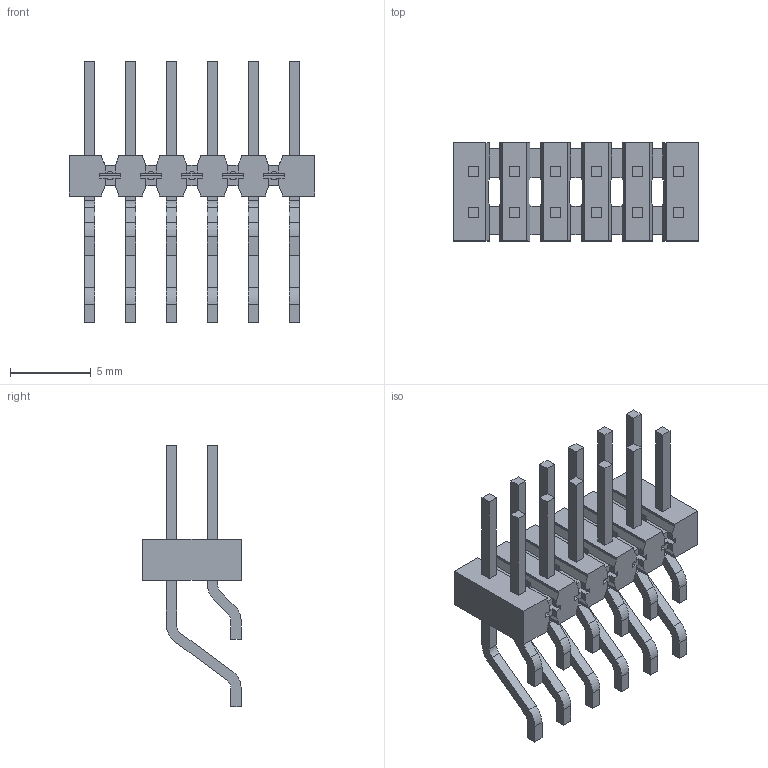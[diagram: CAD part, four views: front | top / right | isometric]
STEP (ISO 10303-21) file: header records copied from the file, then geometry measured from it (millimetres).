
FILE_DESCRIPTION(/* description */ ('STEP AP214'),/* implementation_level */ '2;1');
FILE_NAME(/* name */ 'TSM-106-01-L-DH',/* time_stamp */ '2023-03-08T21:15:26+01:00',/* author */ ('License CC BY-ND 4.0'),/* organization */ ('CADENAS'),/* preprocessor_version */ 'ST-DEVELOPER v18.102',/* originating_system */ 'PARTsolutions',/* authorisation */ ' ');
FILE_SCHEMA (('FEATURE_BASED_PROCESS_PLANNING','AUTOMOTIVE_DESIGN {1 0 10303 214 3 1 1}'));
Length unit declared in the file: inch
Products named in the file (3): TSM-106-01-L-DH; T-1S6-09(-01-6-DH); TSM-106-01-DH_body
Assembly tree (2 placements, depth 2):
  TSM-106-01-L-DH
    T-1S6-09(-01-6-DH)
    TSM-106-01-DH_body
Bounding box: 15.24 x 6.1 x 16.26 mm (x, y, z)
Volume: 250.4 mm3; surface area: 999.7 mm2
Topology: 2 solids, 2 shells, 566 faces, 1604 edges, 1056 vertices
Faces by surface type: plane 498, cylinder 68
Entity records: 18210 total; most frequent: CARTESIAN_POINT 3229, ORIENTED_EDGE 3208, DIRECTION 2878, EDGE_CURVE 1604, LINE 1468, VECTOR 1468, VERTEX_POINT 1056, AXIS2_PLACEMENT_3D 705
